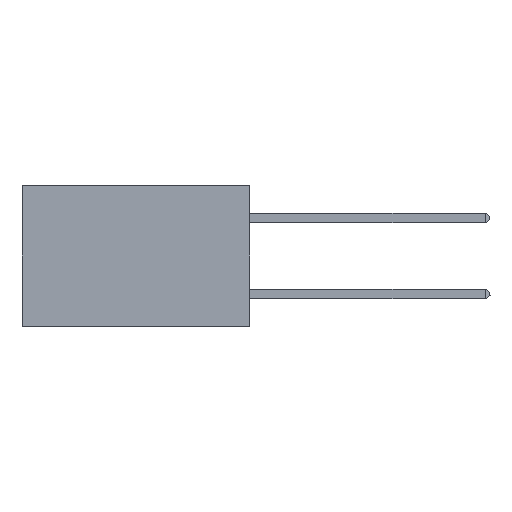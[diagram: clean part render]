
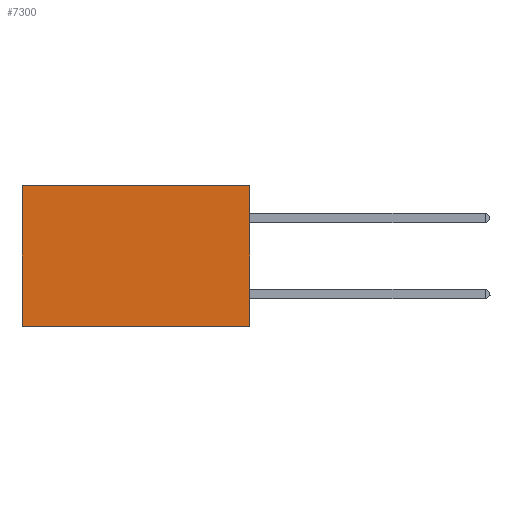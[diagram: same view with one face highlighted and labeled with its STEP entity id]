
A CAD part, left-side view. The second image highlights one B-rep face of the part: STEP entity #7300.
In plain terms, the highlighted planar face has unit normal (-1, 0, 0).
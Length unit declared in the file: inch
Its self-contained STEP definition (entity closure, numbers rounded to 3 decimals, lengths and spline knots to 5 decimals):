
#738 = DIRECTION ( 'NONE',  ( 1., 0., 0. ) ) ;
#848 = CARTESIAN_POINT ( 'NONE',  ( 0.2875, 0., 0. ) ) ;
#1706 = CARTESIAN_POINT ( 'NONE',  ( 0.2875, 0., -0.37 ) ) ;
#3857 = EDGE_CURVE ( 'NONE', #29620, #7934, #12317, .T. ) ;
#4226 = DIRECTION ( 'NONE',  ( 0., 1., 0. ) ) ;
#4535 = CARTESIAN_POINT ( 'NONE',  ( 0.2875, 0.6, 0. ) ) ;
#4690 = CARTESIAN_POINT ( 'NONE',  ( 0.2875, 0., 0. ) ) ;
#4923 = FACE_OUTER_BOUND ( 'NONE', #15729, .T. ) ;
#5159 = ORIENTED_EDGE ( 'NONE', *, *, #8716, .F. ) ;
#6040 = DIRECTION ( 'NONE',  ( 0., 0., -1. ) ) ;
#7300 = ADVANCED_FACE ( 'NONE', ( #4923 ), #15355, .F. ) ;
#7606 = LINE ( 'NONE', #11152, #20976 ) ;
#7934 = VERTEX_POINT ( 'NONE', #4535 ) ;
#8716 = EDGE_CURVE ( 'NONE', #29620, #22301, #12815, .T. ) ;
#10362 = AXIS2_PLACEMENT_3D ( 'NONE', #848, #738, #20234 ) ;
#10926 = LINE ( 'NONE', #1706, #23886 ) ;
#11152 = CARTESIAN_POINT ( 'NONE',  ( 0.2875, 0.6, 0. ) ) ;
#11289 = CARTESIAN_POINT ( 'NONE',  ( 0.2875, 0.6, -0.37 ) ) ;
#12317 = LINE ( 'NONE', #12961, #24516 ) ;
#12472 = EDGE_CURVE ( 'NONE', #7934, #13634, #7606, .T. ) ;
#12815 = LINE ( 'NONE', #30714, #26205 ) ;
#12961 = CARTESIAN_POINT ( 'NONE',  ( 0.2875, 0., 0. ) ) ;
#13634 = VERTEX_POINT ( 'NONE', #11289 ) ;
#14506 = EDGE_CURVE ( 'NONE', #22301, #13634, #10926, .T. ) ;
#14607 = ORIENTED_EDGE ( 'NONE', *, *, #14506, .F. ) ;
#15355 = PLANE ( 'NONE',  #10362 ) ;
#15729 = EDGE_LOOP ( 'NONE', ( #26270, #14607, #5159, #23940 ) ) ;
#15866 = DIRECTION ( 'NONE',  ( 0., 1., 0. ) ) ;
#20234 = DIRECTION ( 'NONE',  ( 0., 0., -1. ) ) ;
#20976 = VECTOR ( 'NONE', #6040, 39.37008 ) ;
#22301 = VERTEX_POINT ( 'NONE', #24270 ) ;
#23886 = VECTOR ( 'NONE', #4226, 39.37008 ) ;
#23940 = ORIENTED_EDGE ( 'NONE', *, *, #3857, .T. ) ;
#24270 = CARTESIAN_POINT ( 'NONE',  ( 0.2875, 0., -0.37 ) ) ;
#24516 = VECTOR ( 'NONE', #15866, 39.37008 ) ;
#26205 = VECTOR ( 'NONE', #30817, 39.37008 ) ;
#26270 = ORIENTED_EDGE ( 'NONE', *, *, #12472, .T. ) ;
#29620 = VERTEX_POINT ( 'NONE', #4690 ) ;
#30714 = CARTESIAN_POINT ( 'NONE',  ( 0.2875, 0., 0. ) ) ;
#30817 = DIRECTION ( 'NONE',  ( 0., 0., -1. ) ) ;
